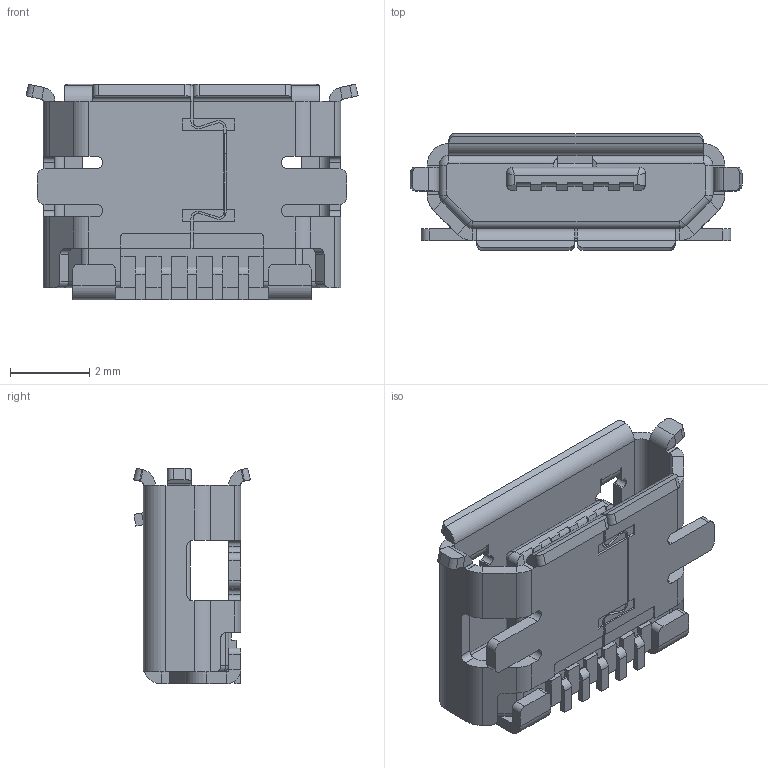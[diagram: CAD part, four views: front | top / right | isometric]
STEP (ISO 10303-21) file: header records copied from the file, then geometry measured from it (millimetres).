
FILE_DESCRIPTION (( 'STEP AP214' ), '1' );
FILE_NAME ('47346-0001.STEP', '2020-03-27T05:52:20', ( '' ), ( '' ), 'SwSTEP 2.0', 'SolidWorks 2017', '' );
FILE_SCHEMA (( 'AUTOMOTIVE_DESIGN' ));
Length unit declared in the file: millimetre
Products named in the file (1): 47346-0001
Bounding box: 8.36 x 2.94 x 5.43 mm (x, y, z)
Volume: 44.2 mm3; surface area: 288.7 mm2
Topology: 12 solids, 12 shells, 544 faces, 1414 edges, 888 vertices
Faces by surface type: plane 379, cylinder 147, torus 12, bspline 6
Entity records: 16565 total; most frequent: CARTESIAN_POINT 2985, ORIENTED_EDGE 2824, DIRECTION 2768, EDGE_CURVE 1412, LINE 1094, VECTOR 1094, VERTEX_POINT 888, AXIS2_PLACEMENT_3D 837
